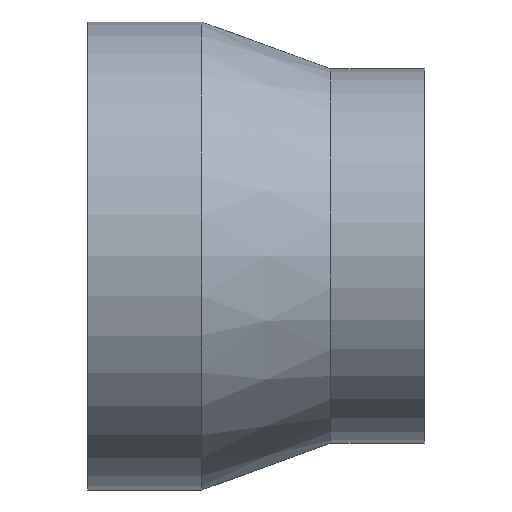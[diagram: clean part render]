
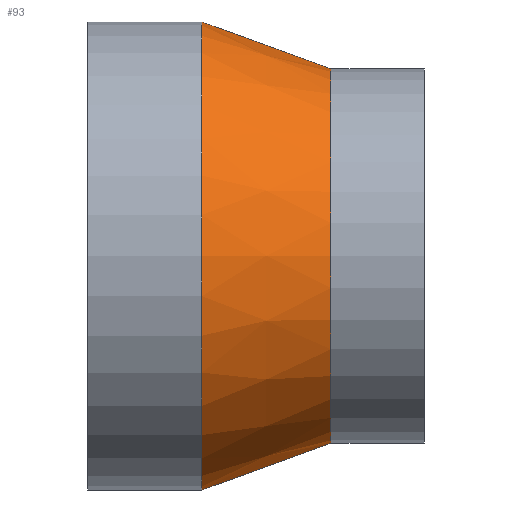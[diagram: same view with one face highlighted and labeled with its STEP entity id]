
A CAD part, top view. The second image highlights one B-rep face of the part: STEP entity #93.
In plain terms, the highlighted conical face has half-angle 19.946 degrees and reference radius 101.25 mm.
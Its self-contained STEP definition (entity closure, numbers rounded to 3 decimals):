
#83 = VERTEX_POINT( '', #217 );
#93 = ADVANCED_FACE( '', ( #227 ), #228, .T. );
#119 = EDGE_CURVE( '', #121, #135, #257, .T. );
#121 = VERTEX_POINT( '', #259 );
#135 = VERTEX_POINT( '', #275 );
#157 = EDGE_CURVE( '', #83, #173, #299, .T. );
#159 = EDGE_CURVE( '', #173, #121, #301, .T. );
#173 = VERTEX_POINT( '', #318 );
#179 = EDGE_CURVE( '', #83, #135, #324, .T. );
#217 = CARTESIAN_POINT( '', ( 55., -112.5, 0. ) );
#227 = FACE_OUTER_BOUND( '', #370, .T. );
#228 = CONICAL_SURFACE( '', #371, 101.25, 0.348 );
#257 = LINE( '', #411, #412 );
#259 = CARTESIAN_POINT( '', ( 117., 90., 0. ) );
#275 = CARTESIAN_POINT( '', ( 55., 112.5, 0. ) );
#299 = LINE( '', #464, #465 );
#301 = CIRCLE( '', #468, 90. );
#318 = CARTESIAN_POINT( '', ( 117., -90., 0. ) );
#324 = CIRCLE( '', #496, 112.5 );
#370 = EDGE_LOOP( '', ( #540, #541, #542, #543 ) );
#371 = AXIS2_PLACEMENT_3D( '', #544, #545, #546 );
#411 = CARTESIAN_POINT( '', ( 86., 101.25, 0. ) );
#412 = VECTOR( '', #578, 1. );
#464 = CARTESIAN_POINT( '', ( 86., -101.25, 0. ) );
#465 = VECTOR( '', #614, 1. );
#468 = AXIS2_PLACEMENT_3D( '', #615, #616, #617 );
#496 = AXIS2_PLACEMENT_3D( '', #649, #650, #651 );
#540 = ORIENTED_EDGE( '', *, *, #119, .T. );
#541 = ORIENTED_EDGE( '', *, *, #179, .F. );
#542 = ORIENTED_EDGE( '', *, *, #157, .T. );
#543 = ORIENTED_EDGE( '', *, *, #159, .T. );
#544 = CARTESIAN_POINT( '', ( 86., 0., 0. ) );
#545 = DIRECTION( '', ( -1., 0., 0. ) );
#546 = DIRECTION( '', ( 0., 1., 0. ) );
#578 = DIRECTION( '', ( -0.94, 0.341, 0. ) );
#614 = DIRECTION( '', ( 0.94, 0.341, 0. ) );
#615 = CARTESIAN_POINT( '', ( 117., 0., 0. ) );
#616 = DIRECTION( '', ( -1., 0., 0. ) );
#617 = DIRECTION( '', ( 0., 1., 0. ) );
#649 = CARTESIAN_POINT( '', ( 55., 0., 0. ) );
#650 = DIRECTION( '', ( -1., 0., 0. ) );
#651 = DIRECTION( '', ( 0., 1., 0. ) );
